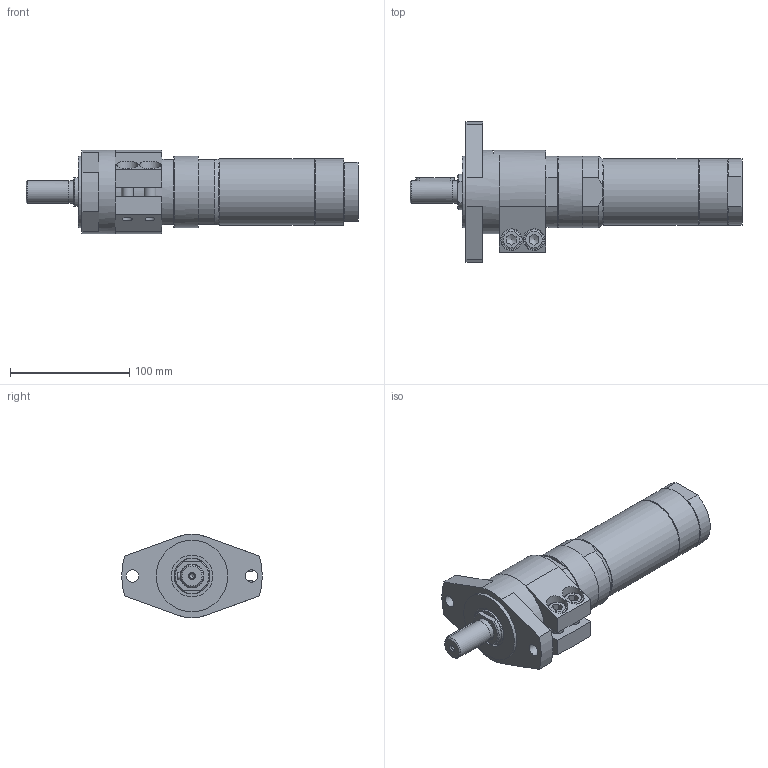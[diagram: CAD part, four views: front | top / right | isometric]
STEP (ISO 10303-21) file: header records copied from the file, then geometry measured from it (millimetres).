
FILE_DESCRIPTION(/* description */ (''),/* implementation_level */ '2;1');
FILE_NAME(/* name */ 'MRD 55-75 F100_60031927.stp',/* time_stamp */ '2018-11-21T17:52:14+01:00',/* author */ ('flambert'),/* organization */ (''),/* preprocessor_version */ 'ST-DEVELOPER v17',/* originating_system */ 'Autodesk Inventor 2018',/* authorisation */ '');
FILE_SCHEMA (('AUTOMOTIVE_DESIGN { 1 0 10303 214 3 1 1 }'));
Length unit declared in the file: millimetre
Products named in the file (1): MRD 55-75 F100_60031927
Bounding box: 278.7 x 118 x 70 mm (x, y, z)
Volume: 748495.4 mm3; surface area: 82298.1 mm2
Topology: 1 solids, 7 shells, 285 faces, 758 edges, 512 vertices
Faces by surface type: plane 167, cylinder 64, cone 37, torus 8, bspline 7, sphere 2
Full cylindrical faces by diameter (mm): 1.55 x2, 3.6 x1, 4 x2, 4.134 x1, 5 x1, 5.5 x1, 8.376 x2, 10 x2, 10.3 x2, 10.5 x2, 11.445 x2, 14.95 x1, 16 x2, 18 x2, 18.8 x1, 19 x1, 29.95 x1, 35 x1, 36.5 x1, 40 x1, 48.178 x2, 48.376 x2, 55.178 x1, 56 x2, 60 x2, 70 x1
Entity records: 9527 total; most frequent: CARTESIAN_POINT 1872, DIRECTION 1534, ORIENTED_EDGE 1508, EDGE_CURVE 754, AXIS2_PLACEMENT_3D 573, VERTEX_POINT 512, LINE 388, VECTOR 388
